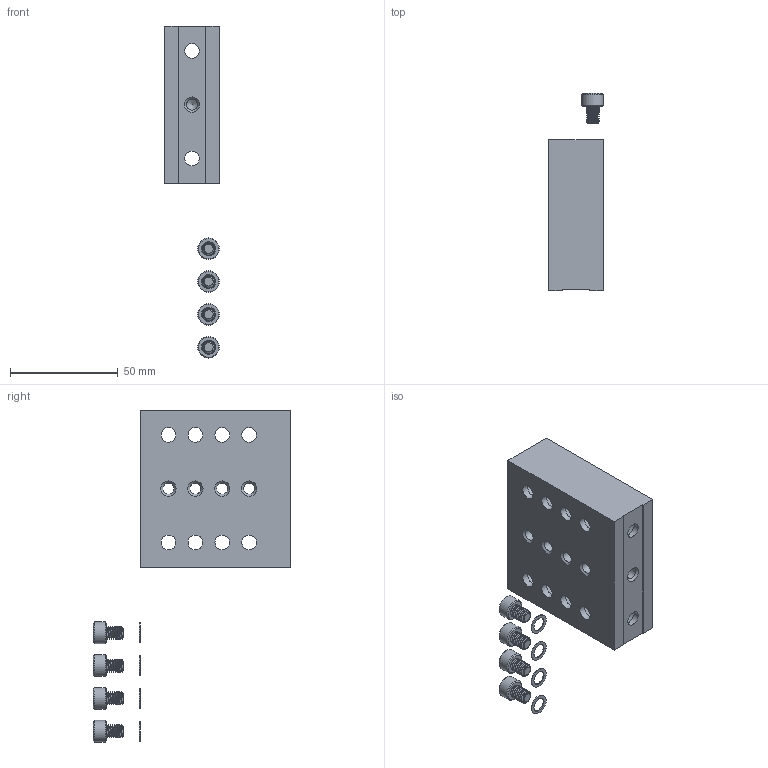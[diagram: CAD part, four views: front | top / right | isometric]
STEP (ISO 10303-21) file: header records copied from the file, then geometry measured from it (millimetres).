
FILE_DESCRIPTION (( 'STEP AP214' ), '1' );
FILE_NAME ('14010000M_step.STEP', '2016-05-26T20:54:38', ( '' ), ( '' ), 'SwSTEP 2.0', 'SolidWorks 2016', '' );
FILE_SCHEMA (( 'AUTOMOTIVE_DESIGN' ));
Length unit declared in the file: inch
Products named in the file (5): 14010000M_step; DB3D5; M6X8SC_DEFAULT; 1401-0200M; 1401-0100M
Assembly tree (10 placements, depth 3):
  14010000M_step
    1401-0200M
      1401-0100M
    M6X8SC_DEFAULT  x4
    DB3D5  x4
Bounding box: 25.4 x 91.6 x 154.15 mm (x, y, z)
Volume: 98574.6 mm3; surface area: 28050 mm2
Topology: 9 solids, 9 shells, 467 faces, 1212 edges, 779 vertices
Faces by surface type: plane 338, cylinder 64, cone 48, bspline 17
Full cylindrical faces by diameter (mm): 5.207 x7, 6.807 x10, 10 x4, 11.252 x4
Entity records: 17114 total; most frequent: CARTESIAN_POINT 3732, ORIENTED_EDGE 1998, DIRECTION 1805, EDGE_CURVE 999, VECTOR 865, LINE 865, VERTEX_POINT 675, AXIS2_PLACEMENT_3D 470
